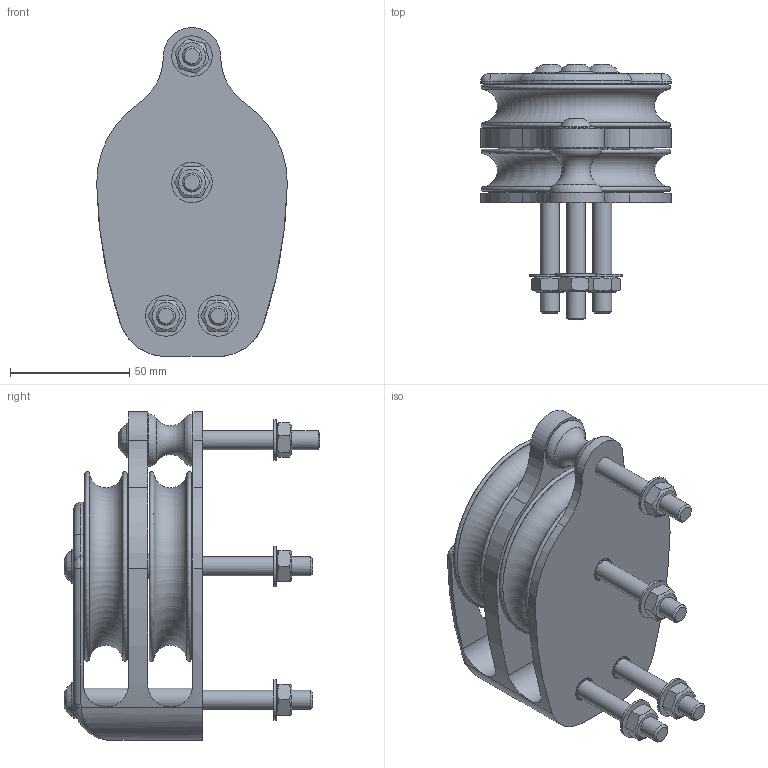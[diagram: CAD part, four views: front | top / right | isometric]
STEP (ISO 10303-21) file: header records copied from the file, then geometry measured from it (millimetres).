
FILE_DESCRIPTION(/* description */ (''),/* implementation_level */ '2;1');
FILE_NAME(/* name */ '00812.stp',/* time_stamp */ '2020-09-07T14:42:11+02:00',/* author */ ('lucade'),/* organization */ (''),/* preprocessor_version */ 'ST-DEVELOPER v18.1',/* originating_system */ 'Autodesk Inventor 2021',/* authorisation */ '');
FILE_SCHEMA (('AUTOMOTIVE_DESIGN { 1 0 10303 214 3 1 1 }'));
Length unit declared in the file: millimetre
Products named in the file (1): Nuovo Taglia 80 - rinvio doppio (STP)
Bounding box: 79.98 x 107.4 x 138 mm (x, y, z)
Volume: 359600.1 mm3; surface area: 147690.5 mm2
Topology: 8 solids, 8 shells, 367 faces, 814 edges, 500 vertices
Faces by surface type: plane 123, cylinder 99, torus 83, cone 52, bspline 10
Full cylindrical faces by diameter (mm): 8 x8, 8.2 x10, 10 x4, 10.2 x5, 14 x8, 15.6 x4, 16 x2, 17 x4, 22 x2, 29.9 x4, 36.4 x4, 46.4 x4, 50.8 x8
Entity records: 10882 total; most frequent: CARTESIAN_POINT 2653, DIRECTION 1869, ORIENTED_EDGE 1616, AXIS2_PLACEMENT_3D 827, EDGE_CURVE 808, VERTEX_POINT 500, CIRCLE 469, EDGE_LOOP 448
